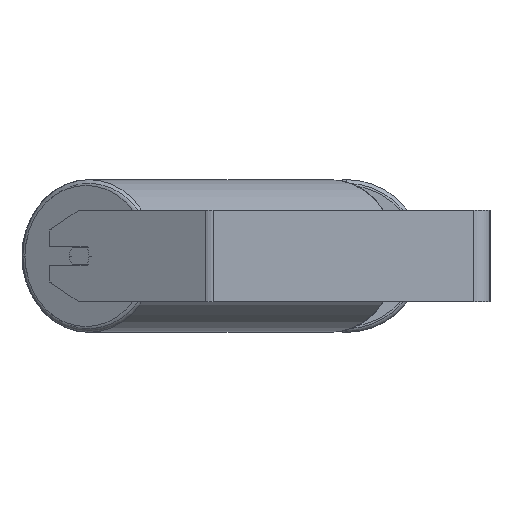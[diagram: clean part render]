
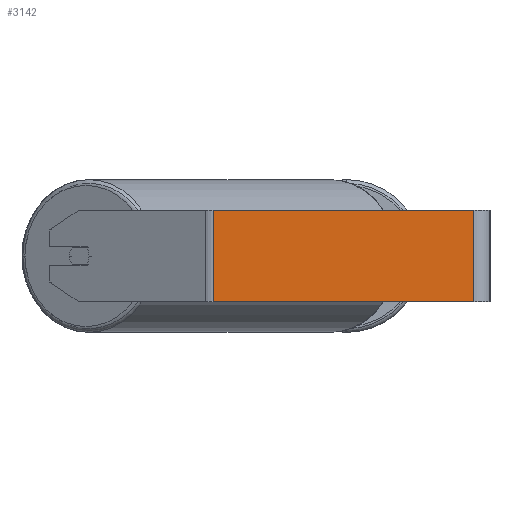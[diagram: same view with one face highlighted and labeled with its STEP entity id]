
A CAD part, left-side view. The second image highlights one B-rep face of the part: STEP entity #3142.
In plain terms, the highlighted planar face has unit normal (-1, 0, 0).
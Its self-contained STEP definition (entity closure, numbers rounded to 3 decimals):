
#59 = DIRECTION ( 'NONE',  ( 1., 0., 0. ) ) ;
#509 = CARTESIAN_POINT ( 'NONE',  ( -700., 14., 40. ) ) ;
#767 = VECTOR ( 'NONE', #4661, 1000. ) ;
#1207 = EDGE_CURVE ( 'NONE', #7737, #7837, #1892, .T. ) ;
#1263 = VECTOR ( 'NONE', #4996, 1000. ) ;
#1353 = VERTEX_POINT ( 'NONE', #4499 ) ;
#1443 = CARTESIAN_POINT ( 'NONE',  ( -700., 244.668, 40. ) ) ;
#1529 = EDGE_LOOP ( 'NONE', ( #2372, #1560, #6079, #2771 ) ) ;
#1560 = ORIENTED_EDGE ( 'NONE', *, *, #4146, .F. ) ;
#1892 = LINE ( 'NONE', #8044, #7921 ) ;
#2149 = DIRECTION ( 'NONE',  ( 0., 0., -1. ) ) ;
#2303 = EDGE_CURVE ( 'NONE', #7737, #5418, #8417, .T. ) ;
#2355 = VECTOR ( 'NONE', #2692, 1000. ) ;
#2372 = ORIENTED_EDGE ( 'NONE', *, *, #2686, .T. ) ;
#2686 = EDGE_CURVE ( 'NONE', #7837, #1353, #5377, .T. ) ;
#2692 = DIRECTION ( 'NONE',  ( 0., 0., -1. ) ) ;
#2771 = ORIENTED_EDGE ( 'NONE', *, *, #1207, .T. ) ;
#3142 = ADVANCED_FACE ( 'NONE', ( #4239 ), #6249, .F. ) ;
#3195 = CARTESIAN_POINT ( 'NONE',  ( -700., 244.668, -40. ) ) ;
#3426 = CARTESIAN_POINT ( 'NONE',  ( -700., 14., 40. ) ) ;
#3896 = LINE ( 'NONE', #509, #2355 ) ;
#4146 = EDGE_CURVE ( 'NONE', #5418, #1353, #3896, .T. ) ;
#4239 = FACE_OUTER_BOUND ( 'NONE', #1529, .T. ) ;
#4499 = CARTESIAN_POINT ( 'NONE',  ( -700., 14., -40. ) ) ;
#4661 = DIRECTION ( 'NONE',  ( 0., -1., 0. ) ) ;
#4996 = DIRECTION ( 'NONE',  ( 0., -1., 0. ) ) ;
#5377 = LINE ( 'NONE', #3195, #767 ) ;
#5418 = VERTEX_POINT ( 'NONE', #3426 ) ;
#5542 = CARTESIAN_POINT ( 'NONE',  ( -700., 240.917, 40. ) ) ;
#6079 = ORIENTED_EDGE ( 'NONE', *, *, #2303, .F. ) ;
#6249 = PLANE ( 'NONE',  #7294 ) ;
#6459 = CARTESIAN_POINT ( 'NONE',  ( -700., 244.668, 40. ) ) ;
#6829 = CARTESIAN_POINT ( 'NONE',  ( -700., 240.917, -40. ) ) ;
#7294 = AXIS2_PLACEMENT_3D ( 'NONE', #1443, #59, #2149 ) ;
#7465 = DIRECTION ( 'NONE',  ( 0., 0., -1. ) ) ;
#7737 = VERTEX_POINT ( 'NONE', #5542 ) ;
#7837 = VERTEX_POINT ( 'NONE', #6829 ) ;
#7921 = VECTOR ( 'NONE', #7465, 1000. ) ;
#8044 = CARTESIAN_POINT ( 'NONE',  ( -700., 240.917, 40. ) ) ;
#8417 = LINE ( 'NONE', #6459, #1263 ) ;
